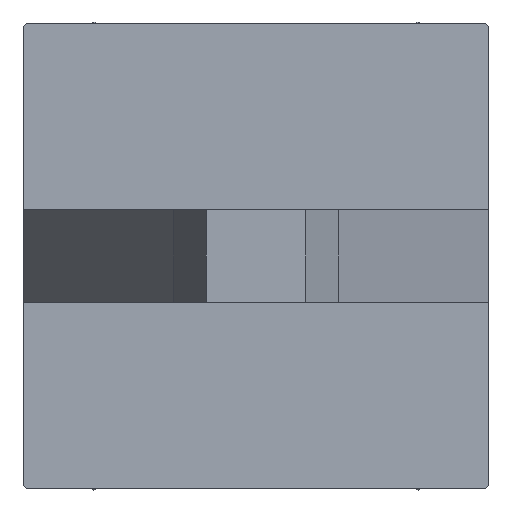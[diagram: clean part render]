
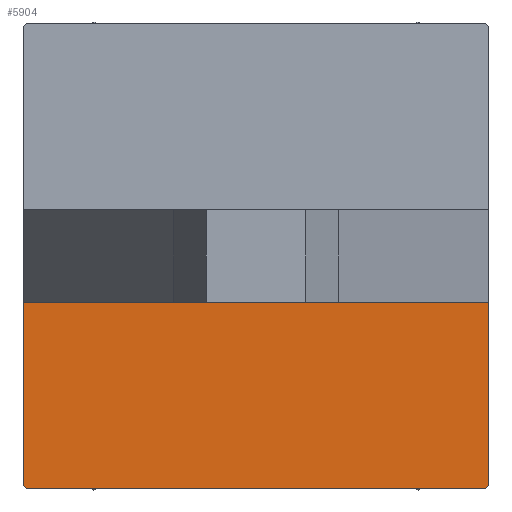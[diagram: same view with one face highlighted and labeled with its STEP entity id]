
A CAD part, left-side view. The second image highlights one B-rep face of the part: STEP entity #5904.
In plain terms, the highlighted planar face has unit normal (-1, 0, 0).
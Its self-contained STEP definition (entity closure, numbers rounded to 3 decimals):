
#249 = ORIENTED_EDGE ( 'NONE', *, *, #16836, .F. ) ;
#482 = DIRECTION ( 'NONE',  ( 0., 0.707, 0.707 ) ) ;
#661 = VERTEX_POINT ( 'NONE', #20867 ) ;
#1142 = CARTESIAN_POINT ( 'NONE',  ( 0., -37.5, -37. ) ) ;
#3435 = VECTOR ( 'NONE', #19157, 1000. ) ;
#5046 = ORIENTED_EDGE ( 'NONE', *, *, #37201, .T. ) ;
#5733 = VERTEX_POINT ( 'NONE', #24088 ) ;
#5740 = EDGE_LOOP ( 'NONE', ( #20053, #5046, #13058, #37746, #249, #12831 ) ) ;
#5797 = CARTESIAN_POINT ( 'NONE',  ( 0., -37., 37.5 ) ) ;
#5904 = ADVANCED_FACE ( 'NONE', ( #16121 ), #15650, .T. ) ;
#6057 = EDGE_CURVE ( 'NONE', #5733, #41919, #33047, .T. ) ;
#6117 = CARTESIAN_POINT ( 'NONE',  ( 0., -37.25, -37.25 ) ) ;
#8424 = CARTESIAN_POINT ( 'NONE',  ( 0., 0., 0. ) ) ;
#8768 = VERTEX_POINT ( 'NONE', #21507 ) ;
#10759 = VECTOR ( 'NONE', #16132, 1000. ) ;
#11400 = CARTESIAN_POINT ( 'NONE',  ( 0., -7.5, 37.5 ) ) ;
#11607 = CARTESIAN_POINT ( 'NONE',  ( 0., 37.5, 37.5 ) ) ;
#12144 = DIRECTION ( 'NONE',  ( -1., 0., 0. ) ) ;
#12831 = ORIENTED_EDGE ( 'NONE', *, *, #6057, .T. ) ;
#13058 = ORIENTED_EDGE ( 'NONE', *, *, #19477, .T. ) ;
#13748 = VECTOR ( 'NONE', #20458, 1000. ) ;
#15283 = DIRECTION ( 'NONE',  ( 0., -1., 0. ) ) ;
#15650 = PLANE ( 'NONE',  #44257 ) ;
#16121 = FACE_OUTER_BOUND ( 'NONE', #5740, .T. ) ;
#16132 = DIRECTION ( 'NONE',  ( 0., -0.707, 0.707 ) ) ;
#16836 = EDGE_CURVE ( 'NONE', #5733, #29532, #30691, .T. ) ;
#18768 = CARTESIAN_POINT ( 'NONE',  ( 0., 37.5, -37.5 ) ) ;
#18821 = DIRECTION ( 'NONE',  ( 0., -1., 0. ) ) ;
#19157 = DIRECTION ( 'NONE',  ( 0., 0., -1. ) ) ;
#19477 = EDGE_CURVE ( 'NONE', #8768, #661, #22504, .T. ) ;
#19600 = DIRECTION ( 'NONE',  ( 0., 0., 1. ) ) ;
#20053 = ORIENTED_EDGE ( 'NONE', *, *, #29535, .F. ) ;
#20458 = DIRECTION ( 'NONE',  ( 0., 0., -1. ) ) ;
#20867 = CARTESIAN_POINT ( 'NONE',  ( 0., -37., -37.5 ) ) ;
#21507 = CARTESIAN_POINT ( 'NONE',  ( 0., -7.5, -37.5 ) ) ;
#22504 = LINE ( 'NONE', #18768, #35706 ) ;
#24088 = CARTESIAN_POINT ( 'NONE',  ( 0., -37.5, 37. ) ) ;
#24212 = VECTOR ( 'NONE', #482, 1000. ) ;
#24880 = VECTOR ( 'NONE', #18821, 1000. ) ;
#25845 = CARTESIAN_POINT ( 'NONE',  ( 0., -37.25, 37.25 ) ) ;
#28851 = LINE ( 'NONE', #11607, #24880 ) ;
#29532 = VERTEX_POINT ( 'NONE', #1142 ) ;
#29535 = EDGE_CURVE ( 'NONE', #33589, #41919, #28851, .T. ) ;
#29624 = LINE ( 'NONE', #43816, #3435 ) ;
#30691 = LINE ( 'NONE', #37912, #13748 ) ;
#33047 = LINE ( 'NONE', #25845, #24212 ) ;
#33589 = VERTEX_POINT ( 'NONE', #11400 ) ;
#34254 = EDGE_CURVE ( 'NONE', #661, #29532, #37766, .T. ) ;
#35706 = VECTOR ( 'NONE', #15283, 1000. ) ;
#37201 = EDGE_CURVE ( 'NONE', #33589, #8768, #29624, .T. ) ;
#37746 = ORIENTED_EDGE ( 'NONE', *, *, #34254, .T. ) ;
#37766 = LINE ( 'NONE', #6117, #10759 ) ;
#37912 = CARTESIAN_POINT ( 'NONE',  ( 0., -37.5, 37.5 ) ) ;
#41919 = VERTEX_POINT ( 'NONE', #5797 ) ;
#43816 = CARTESIAN_POINT ( 'NONE',  ( 0., -7.5, 37.5 ) ) ;
#44257 = AXIS2_PLACEMENT_3D ( 'NONE', #8424, #12144, #19600 ) ;
